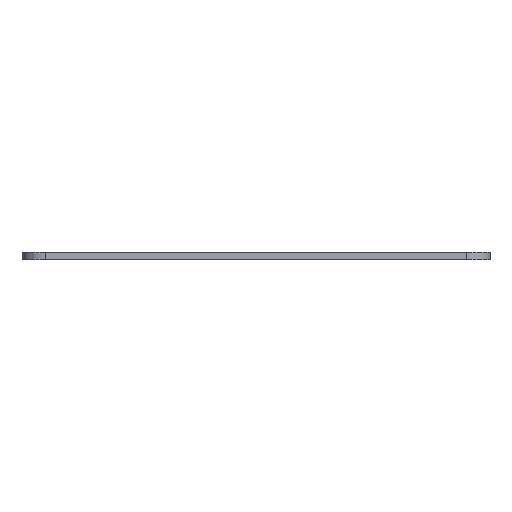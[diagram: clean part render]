
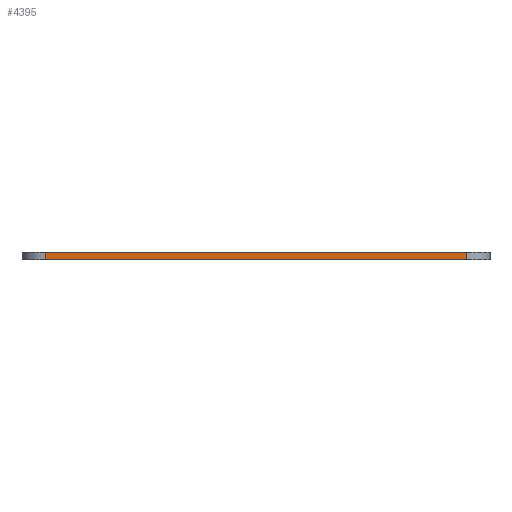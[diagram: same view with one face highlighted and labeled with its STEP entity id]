
A CAD part, front view. The second image highlights one B-rep face of the part: STEP entity #4395.
In plain terms, the highlighted planar face has unit normal (0, -1, 0).
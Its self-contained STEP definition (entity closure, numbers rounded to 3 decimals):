
#277=FACE_OUTER_BOUND('',#523,.T.);
#523=EDGE_LOOP('',(#3935,#3936,#3937,#3938));
#1102=LINE('',#6905,#1698);
#1113=LINE('',#6944,#1709);
#1119=LINE('',#6956,#1715);
#1121=LINE('',#6959,#1717);
#1698=VECTOR('',#5642,10.);
#1709=VECTOR('',#5689,10.);
#1715=VECTOR('',#5705,10.);
#1717=VECTOR('',#5709,10.);
#2118=VERTEX_POINT('',#6902);
#2119=VERTEX_POINT('',#6904);
#2128=VERTEX_POINT('',#6941);
#2129=VERTEX_POINT('',#6943);
#2712=EDGE_CURVE('',#2118,#2119,#1102,.T.);
#2728=EDGE_CURVE('',#2128,#2129,#1113,.T.);
#2735=EDGE_CURVE('',#2119,#2128,#1119,.T.);
#2737=EDGE_CURVE('',#2129,#2118,#1121,.T.);
#3935=ORIENTED_EDGE('',*,*,#2735,.F.);
#3936=ORIENTED_EDGE('',*,*,#2712,.F.);
#3937=ORIENTED_EDGE('',*,*,#2737,.F.);
#3938=ORIENTED_EDGE('',*,*,#2728,.F.);
#4178=PLANE('',#4647);
#4395=ADVANCED_FACE('',(#277),#4178,.T.);
#4647=AXIS2_PLACEMENT_3D('',#6958,#5707,#5708);
#5642=DIRECTION('',(1.,0.,0.));
#5689=DIRECTION('',(-1.,0.,0.));
#5705=DIRECTION('',(0.,0.,-1.));
#5707=DIRECTION('center_axis',(0.,-1.,0.));
#5708=DIRECTION('ref_axis',(1.,0.,0.));
#5709=DIRECTION('',(0.,0.,1.));
#6902=CARTESIAN_POINT('',(-45.,-50.,0.75));
#6904=CARTESIAN_POINT('',(45.,-50.,0.75));
#6905=CARTESIAN_POINT('',(50.,-50.,0.75));
#6941=CARTESIAN_POINT('',(45.,-50.,-0.75));
#6943=CARTESIAN_POINT('',(-45.,-50.,-0.75));
#6944=CARTESIAN_POINT('',(50.,-50.,-0.75));
#6956=CARTESIAN_POINT('',(45.,-50.,0.));
#6958=CARTESIAN_POINT('Origin',(-50.,-50.,0.));
#6959=CARTESIAN_POINT('',(-45.,-50.,0.));
